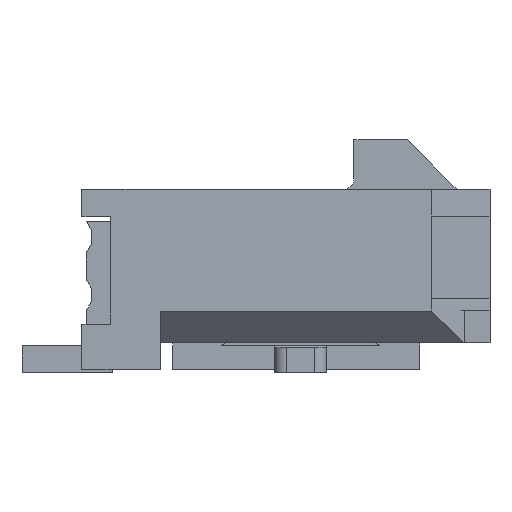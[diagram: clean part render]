
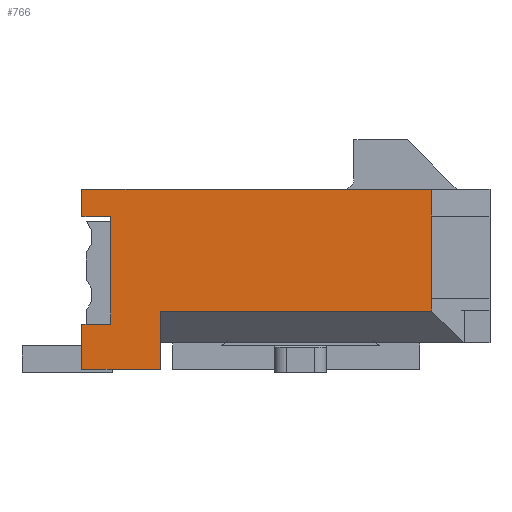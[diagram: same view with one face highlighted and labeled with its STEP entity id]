
A CAD part, left-side view. The second image highlights one B-rep face of the part: STEP entity #766.
In plain terms, the highlighted planar face has unit normal (-1, 0, 0).
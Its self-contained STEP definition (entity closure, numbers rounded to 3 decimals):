
#766 = ADVANCED_FACE( '', ( #1519 ), #1520, .T. );
#1519 = FACE_OUTER_BOUND( '', #2293, .T. );
#1520 = PLANE( '', #2294 );
#2293 = EDGE_LOOP( '', ( #4304, #4305, #4306, #4307, #4308, #4309, #4310, #4311, #4312, #4313, #4314, #4315 ) );
#2294 = AXIS2_PLACEMENT_3D( '', #4316, #4317, #4318 );
#4304 = ORIENTED_EDGE( '', *, *, #4895, .T. );
#4305 = ORIENTED_EDGE( '', *, *, #5632, .T. );
#4306 = ORIENTED_EDGE( '', *, *, #5366, .T. );
#4307 = ORIENTED_EDGE( '', *, *, #5372, .T. );
#4308 = ORIENTED_EDGE( '', *, *, #4920, .F. );
#4309 = ORIENTED_EDGE( '', *, *, #5516, .T. );
#4310 = ORIENTED_EDGE( '', *, *, #5143, .F. );
#4311 = ORIENTED_EDGE( '', *, *, #5230, .F. );
#4312 = ORIENTED_EDGE( '', *, *, #5552, .F. );
#4313 = ORIENTED_EDGE( '', *, *, #5504, .T. );
#4314 = ORIENTED_EDGE( '', *, *, #5544, .T. );
#4315 = ORIENTED_EDGE( '', *, *, #5537, .T. );
#4316 = CARTESIAN_POINT( '', ( -9.325, 0., 0. ) );
#4317 = DIRECTION( '', ( -1., 0., 0. ) );
#4318 = DIRECTION( '', ( 0., 0., 1. ) );
#4895 = EDGE_CURVE( '', #5869, #5874, #5876, .T. );
#4920 = EDGE_CURVE( '', #5918, #5920, #5921, .T. );
#5143 = EDGE_CURVE( '', #6304, #6306, #6307, .T. );
#5230 = EDGE_CURVE( '', #6446, #6304, #6448, .T. );
#5366 = EDGE_CURVE( '', #6651, #6652, #6653, .T. );
#5372 = EDGE_CURVE( '', #6652, #5920, #6661, .T. );
#5504 = EDGE_CURVE( '', #6854, #6852, #6855, .T. );
#5516 = EDGE_CURVE( '', #5918, #6306, #6872, .T. );
#5537 = EDGE_CURVE( '', #6899, #5869, #6903, .T. );
#5544 = EDGE_CURVE( '', #6852, #6899, #6910, .T. );
#5552 = EDGE_CURVE( '', #6854, #6446, #6919, .T. );
#5632 = EDGE_CURVE( '', #5874, #6651, #7015, .T. );
#5869 = VERTEX_POINT( '', #7302 );
#5874 = VERTEX_POINT( '', #7309 );
#5876 = LINE( '', #7312, #7313 );
#5918 = VERTEX_POINT( '', #7371 );
#5920 = VERTEX_POINT( '', #7374 );
#5921 = LINE( '', #7375, #7376 );
#6304 = VERTEX_POINT( '', #7937 );
#6306 = VERTEX_POINT( '', #7940 );
#6307 = LINE( '', #7941, #7942 );
#6446 = VERTEX_POINT( '', #8143 );
#6448 = LINE( '', #8146, #8147 );
#6651 = VERTEX_POINT( '', #8453 );
#6652 = VERTEX_POINT( '', #8454 );
#6653 = LINE( '', #8455, #8456 );
#6661 = LINE( '', #8468, #8469 );
#6852 = VERTEX_POINT( '', #8762 );
#6854 = VERTEX_POINT( '', #8765 );
#6855 = LINE( '', #8766, #8767 );
#6872 = LINE( '', #8794, #8795 );
#6899 = VERTEX_POINT( '', #8834 );
#6903 = LINE( '', #8840, #8841 );
#6910 = LINE( '', #8851, #8852 );
#6919 = LINE( '', #8865, #8866 );
#7015 = LINE( '', #9018, #9019 );
#7302 = CARTESIAN_POINT( '', ( -9.325, 4.25, 1.515 ) );
#7309 = CARTESIAN_POINT( '', ( -9.325, 4.25, -1.085 ) );
#7312 = CARTESIAN_POINT( '', ( -9.325, 4.25, 0. ) );
#7313 = VECTOR( '', #9340, 1000. );
#7371 = CARTESIAN_POINT( '', ( -9.325, 3.05, -0.771 ) );
#7374 = CARTESIAN_POINT( '', ( -9.325, 3.05, -2.185 ) );
#7375 = CARTESIAN_POINT( '', ( -9.325, 3.05, -2.185 ) );
#7376 = VECTOR( '', #9364, 1000. );
#7937 = CARTESIAN_POINT( '', ( -9.325, -3.536, -0.465 ) );
#7940 = CARTESIAN_POINT( '', ( -9.325, -3.536, -0.771 ) );
#7941 = CARTESIAN_POINT( '', ( -9.325, -3.536, 0. ) );
#7942 = VECTOR( '', #9556, 1000. );
#8143 = CARTESIAN_POINT( '', ( -9.325, -3.536, 1.535 ) );
#8146 = CARTESIAN_POINT( '', ( -9.325, -3.536, 1.535 ) );
#8147 = VECTOR( '', #9635, 1000. );
#8453 = CARTESIAN_POINT( '', ( -9.325, 4.95, -1.085 ) );
#8454 = CARTESIAN_POINT( '', ( -9.325, 4.95, -2.185 ) );
#8455 = CARTESIAN_POINT( '', ( -9.325, 4.95, 2.185 ) );
#8456 = VECTOR( '', #9745, 1000. );
#8468 = CARTESIAN_POINT( '', ( -9.325, 4.95, -2.185 ) );
#8469 = VECTOR( '', #9750, 1000. );
#8762 = CARTESIAN_POINT( '', ( -9.325, 4.95, 2.185 ) );
#8765 = CARTESIAN_POINT( '', ( -9.325, -3.536, 2.185 ) );
#8766 = CARTESIAN_POINT( '', ( -9.325, -4.95, 2.185 ) );
#8767 = VECTOR( '', #9854, 1000. );
#8794 = CARTESIAN_POINT( '', ( -9.325, 3.05, -0.771 ) );
#8795 = VECTOR( '', #9865, 1000. );
#8834 = CARTESIAN_POINT( '', ( -9.325, 4.95, 1.515 ) );
#8840 = CARTESIAN_POINT( '', ( -9.325, 0., 1.515 ) );
#8841 = VECTOR( '', #9883, 1000. );
#8851 = CARTESIAN_POINT( '', ( -9.325, 4.95, 2.185 ) );
#8852 = VECTOR( '', #9887, 1000. );
#8865 = CARTESIAN_POINT( '', ( -9.325, -3.536, 0. ) );
#8866 = VECTOR( '', #9892, 1000. );
#9018 = CARTESIAN_POINT( '', ( -9.325, 0., -1.085 ) );
#9019 = VECTOR( '', #9949, 1000. );
#9340 = DIRECTION( '', ( 0., 0., -1. ) );
#9364 = DIRECTION( '', ( 0., 0., -1. ) );
#9556 = DIRECTION( '', ( 0., 0., -1. ) );
#9635 = DIRECTION( '', ( 0., 0., -1. ) );
#9745 = DIRECTION( '', ( 0., 0., -1. ) );
#9750 = DIRECTION( '', ( 0., -1., 0. ) );
#9854 = DIRECTION( '', ( 0., 1., 0. ) );
#9865 = DIRECTION( '', ( 0., -1., 0. ) );
#9883 = DIRECTION( '', ( 0., -1., 0. ) );
#9887 = DIRECTION( '', ( 0., 0., -1. ) );
#9892 = DIRECTION( '', ( 0., 0., -1. ) );
#9949 = DIRECTION( '', ( 0., 1., 0. ) );
